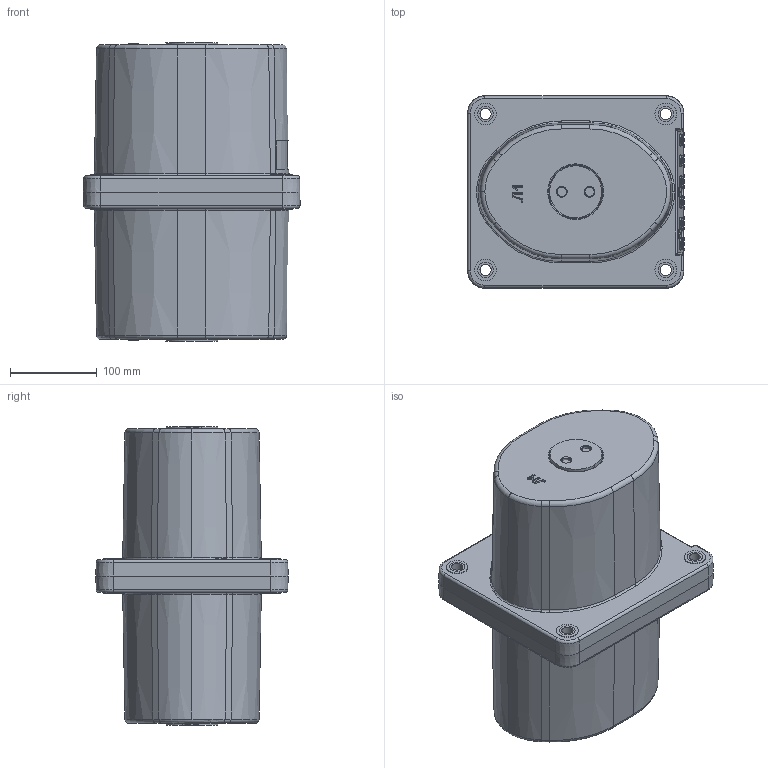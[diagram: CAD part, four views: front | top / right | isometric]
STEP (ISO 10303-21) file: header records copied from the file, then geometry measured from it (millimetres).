
FILE_DESCRIPTION (( 'STEP AP203' ), '1' );
FILE_NAME ('眐恂-10-4.STEP', '2018-08-14T11:13:10', ( '' ), ( '' ), 'SwSTEP 2.0', 'SolidWorks 2010', '' );
FILE_SCHEMA (( 'CONFIG_CONTROL_DESIGN' ));
Length unit declared in the file: millimetre
Products named in the file (1): 眐恂-10-4
Bounding box: 250.74 x 222 x 344 mm (x, y, z)
Surface area: 345188.3 mm2 (no closed solid volume)
Topology: 0 solids, 23 shells, 556 faces, 1461 edges, 954 vertices
Faces by surface type: plane 202, cone 192, cylinder 104, torus 46, bspline 12
Entity records: 17981 total; most frequent: CARTESIAN_POINT 3744, DIRECTION 3204, ORIENTED_EDGE 2742, EDGE_CURVE 1457, AXIS2_PLACEMENT_3D 1250, VERTEX_POINT 954, CIRCLE 705, LINE 704
